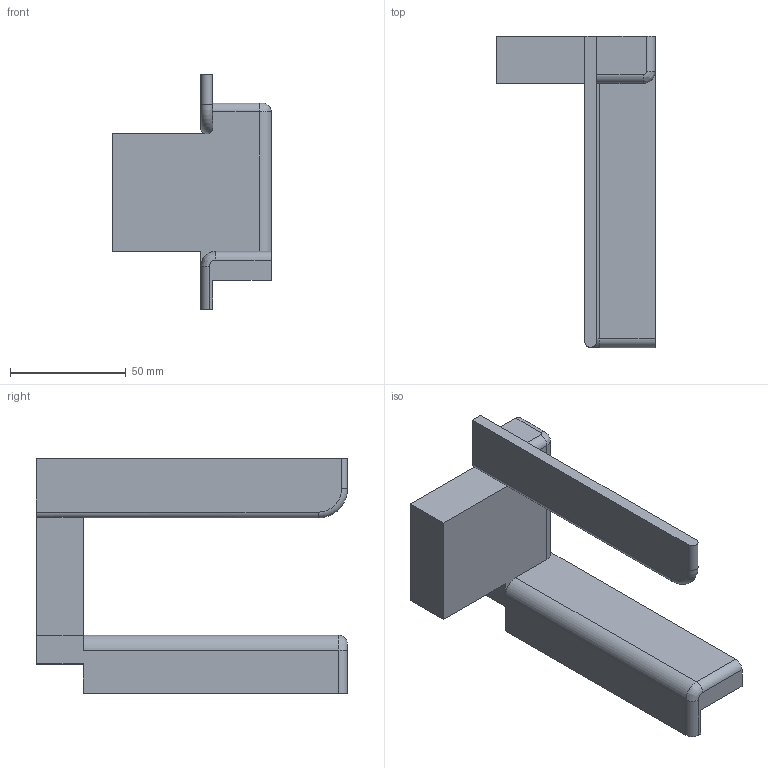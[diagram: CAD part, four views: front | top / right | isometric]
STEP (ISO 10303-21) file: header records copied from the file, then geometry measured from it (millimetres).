
FILE_DESCRIPTION(/* description */ (''),/* implementation_level */ '2;1');
FILE_NAME(/* name */ 'New Insert_Curved v2.step',/* time_stamp */ '2018-09-07T14:36:18-07:00',/* author */ ('preeya.khanna'),/* organization */ (''),/* preprocessor_version */ 'ST-DEVELOPER v17.2',/* originating_system */ 'Autodesk Translation Framework v7.6.0.251',/* authorisation */ '');
FILE_SCHEMA (('AUTOMOTIVE_DESIGN { 1 0 10303 214 3 1 1 }'));
Length unit declared in the file: inch
Products named in the file (1): New Insert_Curved
Bounding box: 68.58 x 134.62 x 101.6 mm (x, y, z)
Volume: 152061.5 mm3; surface area: 33997.4 mm2
Topology: 1 solids, 1 shells, 30 faces, 80 edges, 52 vertices
Faces by surface type: plane 19, cylinder 8, bspline 2, torus 1
Entity records: 983 total; most frequent: CARTESIAN_POINT 179, ORIENTED_EDGE 160, DIRECTION 159, EDGE_CURVE 80, LINE 59, VECTOR 59, VERTEX_POINT 52, AXIS2_PLACEMENT_3D 50
